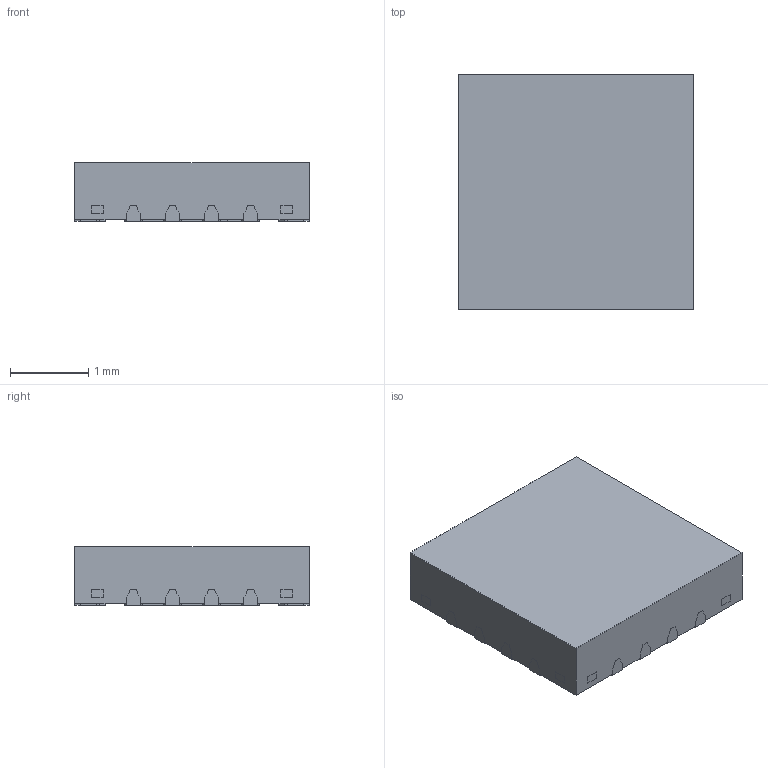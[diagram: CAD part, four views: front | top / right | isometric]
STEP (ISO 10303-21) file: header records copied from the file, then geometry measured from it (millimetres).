
FILE_DESCRIPTION(('STEP AP214'),'1');
FILE_NAME('75)(1 block)-3D.stp','2024-05-09T08:48:03',(' '),(' '),'Spatial InterOp 3D',' ',' ');
FILE_SCHEMA(('AUTOMOTIVE_DESIGN { 1 0 10303 214 1 1 1 1 }'));
Length unit declared in the file: metre
Products named in the file (3): QFNWB3×3-16L-A(75×75)(1 block)-3D; EMC; lf
Assembly tree (2 placements, depth 2):
  QFNWB3×3-16L-A(75×75)(1 block)-3D
    EMC
    lf
Bounding box: 3 x 3 x 0.75 mm (x, y, z)
Volume: 6.7 mm3; surface area: 53.3 mm2
Topology: 18 solids, 18 shells, 805 faces, 2242 edges, 1468 vertices
Faces by surface type: plane 645, cylinder 160
Entity records: 25681 total; most frequent: CARTESIAN_POINT 4518, ORIENTED_EDGE 4484, DIRECTION 4194, EDGE_CURVE 2242, LINE 1906, VECTOR 1906, VERTEX_POINT 1468, AXIS2_PLACEMENT_3D 1144
